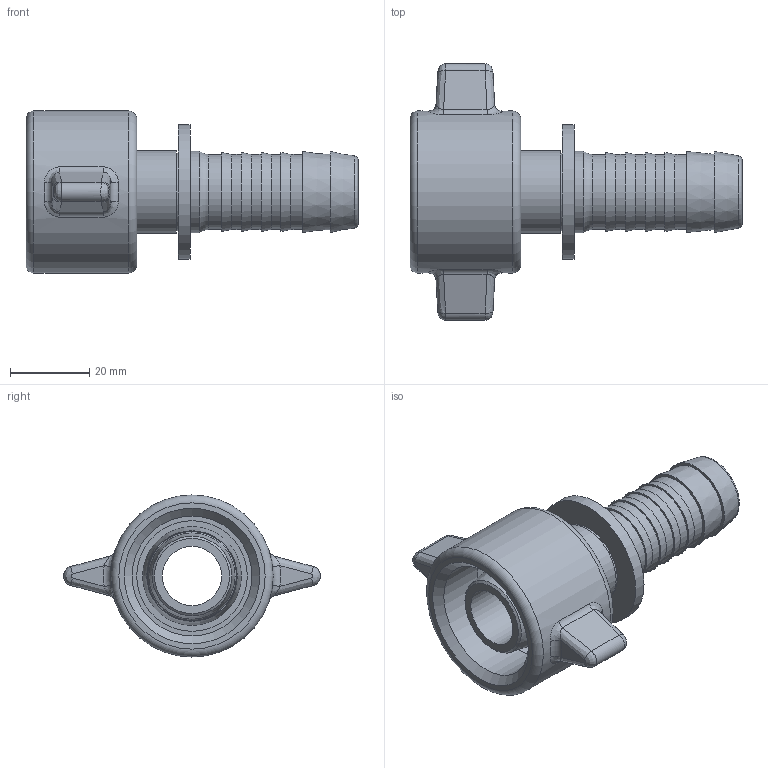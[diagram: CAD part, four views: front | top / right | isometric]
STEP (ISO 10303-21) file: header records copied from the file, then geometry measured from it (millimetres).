
FILE_DESCRIPTION(/* description */ (''),/* implementation_level */ '2;1');
FILE_NAME(/* name */ '10_19_s.stp',/* time_stamp */ '2020-04-09T12:39:46+02:00',/* author */ ('schnellinger'),/* organization */ (''),/* preprocessor_version */ 'ST-DEVELOPER v17',/* originating_system */ 'Autodesk Inventor 2018',/* authorisation */ '0 mm^3');
FILE_SCHEMA (('AUTOMOTIVE_DESIGN { 1 0 10303 214 3 1 1 }'));
Length unit declared in the file: millimetre
Products named in the file (1): LUE_00025721
Bounding box: 84 x 64.99 x 41 mm (x, y, z)
Volume: 33752.9 mm3; surface area: 20839.6 mm2
Topology: 4 solids, 4 shells, 97 faces, 240 edges, 164 vertices
Faces by surface type: plane 23, cylinder 22, bspline 20, cone 18, torus 14
Full cylindrical faces by diameter (mm): 15 x1, 19 x5, 19.7 x1, 20.7 x1, 20.9 x1, 21 x1, 23 x1, 28 x1, 30.291 x1, 34 x2, 41 x1
Entity records: 3714 total; most frequent: CARTESIAN_POINT 1198, DIRECTION 514, ORIENTED_EDGE 480, EDGE_CURVE 240, AXIS2_PLACEMENT_3D 236, VERTEX_POINT 164, CIRCLE 158, EDGE_LOOP 118
